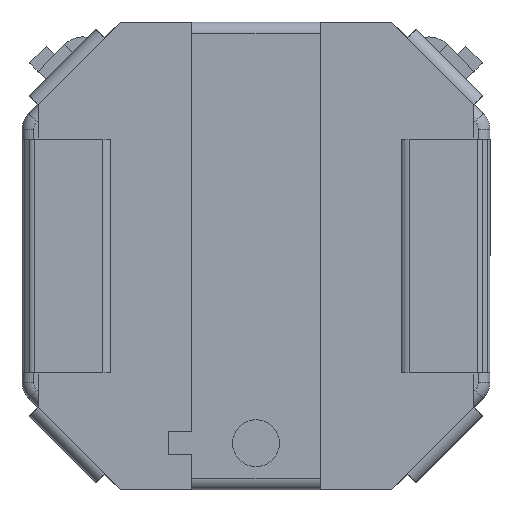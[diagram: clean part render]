
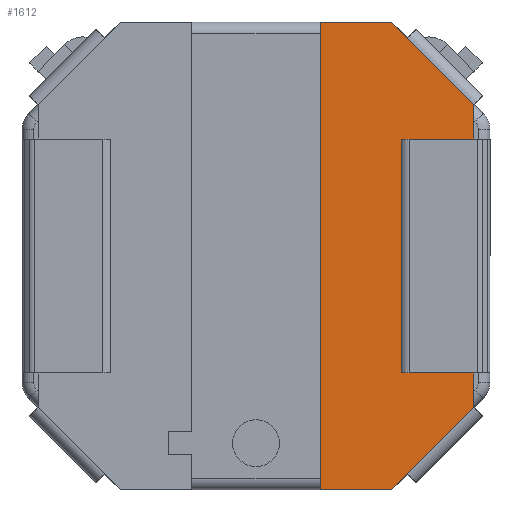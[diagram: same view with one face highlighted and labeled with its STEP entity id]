
A CAD part, front view. The second image highlights one B-rep face of the part: STEP entity #1612.
In plain terms, the highlighted planar face has unit normal (0, -1, 0).
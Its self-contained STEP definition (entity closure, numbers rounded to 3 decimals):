
#251 = VECTOR ( 'NONE', #5425, 1000. ) ;
#283 = DIRECTION ( 'NONE',  ( 0., 0., 1. ) ) ;
#318 = CARTESIAN_POINT ( 'NONE',  ( 5., 0.1, 2.5 ) ) ;
#369 = CARTESIAN_POINT ( 'NONE',  ( 1.375, 0.1, 5. ) ) ;
#454 = EDGE_CURVE ( 'NONE', #1413, #3748, #3768, .T. ) ;
#482 = ORIENTED_EDGE ( 'NONE', *, *, #3524, .T. ) ;
#782 = CARTESIAN_POINT ( 'NONE',  ( 3.1, 0.1, 2.5 ) ) ;
#807 = DIRECTION ( 'NONE',  ( -1., 0., 0. ) ) ;
#844 = VERTEX_POINT ( 'NONE', #4818 ) ;
#856 = CARTESIAN_POINT ( 'NONE',  ( 5., 0.1, -2.5 ) ) ;
#863 = VERTEX_POINT ( 'NONE', #1982 ) ;
#1020 = DIRECTION ( 'NONE',  ( 0.707, 0., -0.707 ) ) ;
#1209 = FACE_OUTER_BOUND ( 'NONE', #6943, .T. ) ;
#1262 = VECTOR ( 'NONE', #3171, 1000. ) ;
#1340 = DIRECTION ( 'NONE',  ( 0., 0., 1. ) ) ;
#1413 = VERTEX_POINT ( 'NONE', #3878 ) ;
#1470 = EDGE_CURVE ( 'NONE', #4420, #3773, #7214, .T. ) ;
#1494 = ORIENTED_EDGE ( 'NONE', *, *, #4092, .F. ) ;
#1495 = VECTOR ( 'NONE', #6623, 1000. ) ;
#1542 = VECTOR ( 'NONE', #7027, 1000. ) ;
#1610 = VECTOR ( 'NONE', #3011, 1000. ) ;
#1612 = ADVANCED_FACE ( 'NONE', ( #1209 ), #3088, .F. ) ;
#1702 = EDGE_CURVE ( 'NONE', #6779, #5529, #4472, .T. ) ;
#1727 = ORIENTED_EDGE ( 'NONE', *, *, #1702, .T. ) ;
#1764 = EDGE_CURVE ( 'NONE', #3115, #3597, #5895, .T. ) ;
#1768 = CARTESIAN_POINT ( 'NONE',  ( 1.375, 0.1, -5. ) ) ;
#1793 = DIRECTION ( 'NONE',  ( 0.707, 0., -0.707 ) ) ;
#1982 = CARTESIAN_POINT ( 'NONE',  ( 2.9, 0.1, -5. ) ) ;
#2070 = CARTESIAN_POINT ( 'NONE',  ( 3.243, 0.1, 4.657 ) ) ;
#2147 = AXIS2_PLACEMENT_3D ( 'NONE', #3575, #4702, #283 ) ;
#2294 = ORIENTED_EDGE ( 'NONE', *, *, #454, .T. ) ;
#2405 = EDGE_CURVE ( 'NONE', #3354, #5915, #6686, .T. ) ;
#2429 = CARTESIAN_POINT ( 'NONE',  ( 4.657, 0.1, -3.243 ) ) ;
#2700 = ORIENTED_EDGE ( 'NONE', *, *, #1470, .F. ) ;
#2903 = CARTESIAN_POINT ( 'NONE',  ( 1.375, 0.1, 5. ) ) ;
#3011 = DIRECTION ( 'NONE',  ( 0., 0., 1. ) ) ;
#3028 = CARTESIAN_POINT ( 'NONE',  ( 2.9, 0.1, 5. ) ) ;
#3058 = CARTESIAN_POINT ( 'NONE',  ( 4.657, 0.1, -3.243 ) ) ;
#3088 = PLANE ( 'NONE',  #2147 ) ;
#3113 = EDGE_CURVE ( 'NONE', #5915, #3748, #6844, .T. ) ;
#3115 = VERTEX_POINT ( 'NONE', #3028 ) ;
#3133 = CARTESIAN_POINT ( 'NONE',  ( 3.243, 0.1, -4.657 ) ) ;
#3171 = DIRECTION ( 'NONE',  ( 1., 0., 0. ) ) ;
#3221 = DIRECTION ( 'NONE',  ( 0., 0., -1. ) ) ;
#3324 = CARTESIAN_POINT ( 'NONE',  ( 3.1, 0.1, 2.5 ) ) ;
#3354 = VERTEX_POINT ( 'NONE', #6980 ) ;
#3524 = EDGE_CURVE ( 'NONE', #4420, #863, #4984, .T. ) ;
#3575 = CARTESIAN_POINT ( 'NONE',  ( 0., 0.1, 0. ) ) ;
#3597 = VERTEX_POINT ( 'NONE', #2070 ) ;
#3748 = VERTEX_POINT ( 'NONE', #7262 ) ;
#3768 = LINE ( 'NONE', #856, #4933 ) ;
#3773 = VERTEX_POINT ( 'NONE', #2903 ) ;
#3774 = ORIENTED_EDGE ( 'NONE', *, *, #5745, .T. ) ;
#3878 = CARTESIAN_POINT ( 'NONE',  ( 4.657, 0.1, -2.5 ) ) ;
#3942 = VECTOR ( 'NONE', #1340, 1000. ) ;
#4092 = EDGE_CURVE ( 'NONE', #3773, #3115, #4148, .T. ) ;
#4148 = LINE ( 'NONE', #369, #5153 ) ;
#4188 = VECTOR ( 'NONE', #1793, 1000. ) ;
#4357 = CARTESIAN_POINT ( 'NONE',  ( 3.243, 0.1, -4.657 ) ) ;
#4420 = VERTEX_POINT ( 'NONE', #1768 ) ;
#4472 = LINE ( 'NONE', #3133, #251 ) ;
#4497 = EDGE_CURVE ( 'NONE', #5529, #1413, #6737, .T. ) ;
#4503 = ORIENTED_EDGE ( 'NONE', *, *, #4497, .T. ) ;
#4702 = DIRECTION ( 'NONE',  ( 0., 1., 0. ) ) ;
#4818 = CARTESIAN_POINT ( 'NONE',  ( 4.657, 0.1, 3.243 ) ) ;
#4851 = VECTOR ( 'NONE', #3221, 1000. ) ;
#4866 = CARTESIAN_POINT ( 'NONE',  ( 1.375, 0.1, -5. ) ) ;
#4933 = VECTOR ( 'NONE', #807, 1000. ) ;
#4984 = LINE ( 'NONE', #4866, #1262 ) ;
#4999 = CARTESIAN_POINT ( 'NONE',  ( 4.657, 0.1, 3.243 ) ) ;
#5153 = VECTOR ( 'NONE', #6052, 1000. ) ;
#5258 = EDGE_CURVE ( 'NONE', #3597, #844, #6374, .T. ) ;
#5425 = DIRECTION ( 'NONE',  ( 0.707, 0., 0.707 ) ) ;
#5444 = CARTESIAN_POINT ( 'NONE',  ( 3.243, 0.1, 4.657 ) ) ;
#5489 = ORIENTED_EDGE ( 'NONE', *, *, #6179, .F. ) ;
#5529 = VERTEX_POINT ( 'NONE', #2429 ) ;
#5676 = LINE ( 'NONE', #7222, #1495 ) ;
#5699 = ORIENTED_EDGE ( 'NONE', *, *, #3113, .F. ) ;
#5745 = EDGE_CURVE ( 'NONE', #863, #6779, #5676, .T. ) ;
#5771 = VECTOR ( 'NONE', #1020, 1000. ) ;
#5788 = VECTOR ( 'NONE', #6428, 1000. ) ;
#5895 = LINE ( 'NONE', #6843, #4188 ) ;
#5915 = VERTEX_POINT ( 'NONE', #3324 ) ;
#6052 = DIRECTION ( 'NONE',  ( 1., 0., 0. ) ) ;
#6179 = EDGE_CURVE ( 'NONE', #844, #3354, #6362, .T. ) ;
#6362 = LINE ( 'NONE', #4999, #4851 ) ;
#6374 = LINE ( 'NONE', #5444, #5771 ) ;
#6428 = DIRECTION ( 'NONE',  ( 0., 0., -1. ) ) ;
#6551 = ORIENTED_EDGE ( 'NONE', *, *, #1764, .F. ) ;
#6623 = DIRECTION ( 'NONE',  ( 0.707, 0., 0.707 ) ) ;
#6686 = LINE ( 'NONE', #318, #1542 ) ;
#6737 = LINE ( 'NONE', #3058, #1610 ) ;
#6779 = VERTEX_POINT ( 'NONE', #4357 ) ;
#6834 = ORIENTED_EDGE ( 'NONE', *, *, #5258, .F. ) ;
#6843 = CARTESIAN_POINT ( 'NONE',  ( 2.9, 0.1, 5. ) ) ;
#6844 = LINE ( 'NONE', #782, #5788 ) ;
#6897 = CARTESIAN_POINT ( 'NONE',  ( 1.375, 0.1, 0. ) ) ;
#6943 = EDGE_LOOP ( 'NONE', ( #7164, #5489, #6834, #6551, #1494, #2700, #482, #3774, #1727, #4503, #2294, #5699 ) ) ;
#6980 = CARTESIAN_POINT ( 'NONE',  ( 4.657, 0.1, 2.5 ) ) ;
#7027 = DIRECTION ( 'NONE',  ( -1., 0., 0. ) ) ;
#7164 = ORIENTED_EDGE ( 'NONE', *, *, #2405, .F. ) ;
#7214 = LINE ( 'NONE', #6897, #3942 ) ;
#7222 = CARTESIAN_POINT ( 'NONE',  ( 2.9, 0.1, -5. ) ) ;
#7262 = CARTESIAN_POINT ( 'NONE',  ( 3.1, 0.1, -2.5 ) ) ;
